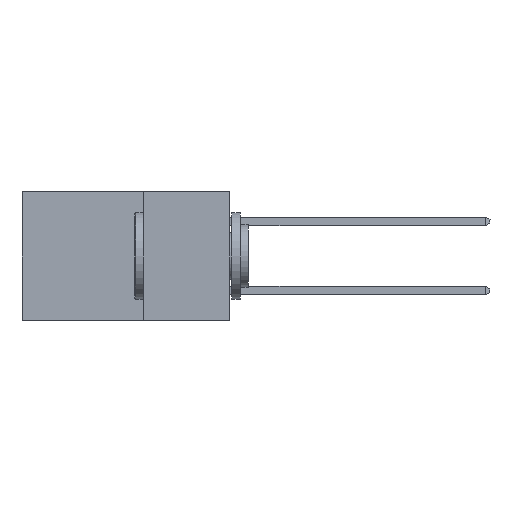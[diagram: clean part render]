
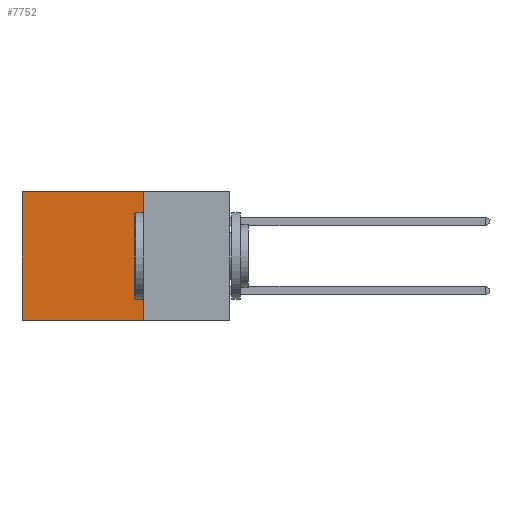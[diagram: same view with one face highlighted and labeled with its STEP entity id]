
A CAD part, left-side view. The second image highlights one B-rep face of the part: STEP entity #7752.
In plain terms, the highlighted planar face has unit normal (-1, 0, 0).
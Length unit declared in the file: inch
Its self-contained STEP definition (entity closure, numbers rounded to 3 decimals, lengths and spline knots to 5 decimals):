
#215 = CARTESIAN_POINT ( 'NONE',  ( 0.2615, 0.25, 0. ) ) ;
#239 = EDGE_CURVE ( 'NONE', #815, #6885, #10316, .T. ) ;
#266 = VECTOR ( 'NONE', #10872, 39.37008 ) ;
#409 = CARTESIAN_POINT ( 'NONE',  ( 0.2615, 0.6, -0.37 ) ) ;
#544 = CARTESIAN_POINT ( 'NONE',  ( 0.2615, 0.25, 0. ) ) ;
#638 = DIRECTION ( 'NONE',  ( 0., 0., -1. ) ) ;
#702 = ORIENTED_EDGE ( 'NONE', *, *, #3256, .F. ) ;
#815 = VERTEX_POINT ( 'NONE', #3431 ) ;
#853 = PLANE ( 'NONE',  #6856 ) ;
#919 = VECTOR ( 'NONE', #8389, 39.37008 ) ;
#1546 = DIRECTION ( 'NONE',  ( 1., 0., 0. ) ) ;
#2627 = DIRECTION ( 'NONE',  ( 0., 0., -1. ) ) ;
#2694 = VERTEX_POINT ( 'NONE', #5458 ) ;
#3256 = EDGE_CURVE ( 'NONE', #5282, #2694, #5737, .T. ) ;
#3431 = CARTESIAN_POINT ( 'NONE',  ( 0.2615, 0.6, 0. ) ) ;
#3804 = DIRECTION ( 'NONE',  ( 0., 1., 0. ) ) ;
#3823 = CARTESIAN_POINT ( 'NONE',  ( 0.2615, 0.25, -0.37 ) ) ;
#4550 = VECTOR ( 'NONE', #638, 39.37008 ) ;
#4788 = LINE ( 'NONE', #215, #7560 ) ;
#5239 = ORIENTED_EDGE ( 'NONE', *, *, #9602, .F. ) ;
#5282 = VERTEX_POINT ( 'NONE', #544 ) ;
#5458 = CARTESIAN_POINT ( 'NONE',  ( 0.2615, 0.25, -0.37 ) ) ;
#5634 = ORIENTED_EDGE ( 'NONE', *, *, #9517, .T. ) ;
#5737 = LINE ( 'NONE', #3823, #919 ) ;
#6248 = CARTESIAN_POINT ( 'NONE',  ( 0.2615, 0.6, -0.37 ) ) ;
#6856 = AXIS2_PLACEMENT_3D ( 'NONE', #7779, #1546, #2627 ) ;
#6885 = VERTEX_POINT ( 'NONE', #6248 ) ;
#7243 = LINE ( 'NONE', #7303, #266 ) ;
#7303 = CARTESIAN_POINT ( 'NONE',  ( 0.2615, 0.25, -0.37 ) ) ;
#7560 = VECTOR ( 'NONE', #3804, 39.37008 ) ;
#7641 = EDGE_LOOP ( 'NONE', ( #7749, #5239, #702, #5634 ) ) ;
#7749 = ORIENTED_EDGE ( 'NONE', *, *, #239, .T. ) ;
#7752 = ADVANCED_FACE ( 'NONE', ( #10634 ), #853, .F. ) ;
#7779 = CARTESIAN_POINT ( 'NONE',  ( 0.2615, 0.25, -0.37 ) ) ;
#8389 = DIRECTION ( 'NONE',  ( 0., 0., -1. ) ) ;
#9517 = EDGE_CURVE ( 'NONE', #5282, #815, #4788, .T. ) ;
#9602 = EDGE_CURVE ( 'NONE', #2694, #6885, #7243, .T. ) ;
#10316 = LINE ( 'NONE', #409, #4550 ) ;
#10634 = FACE_OUTER_BOUND ( 'NONE', #7641, .T. ) ;
#10872 = DIRECTION ( 'NONE',  ( 0., 1., 0. ) ) ;
